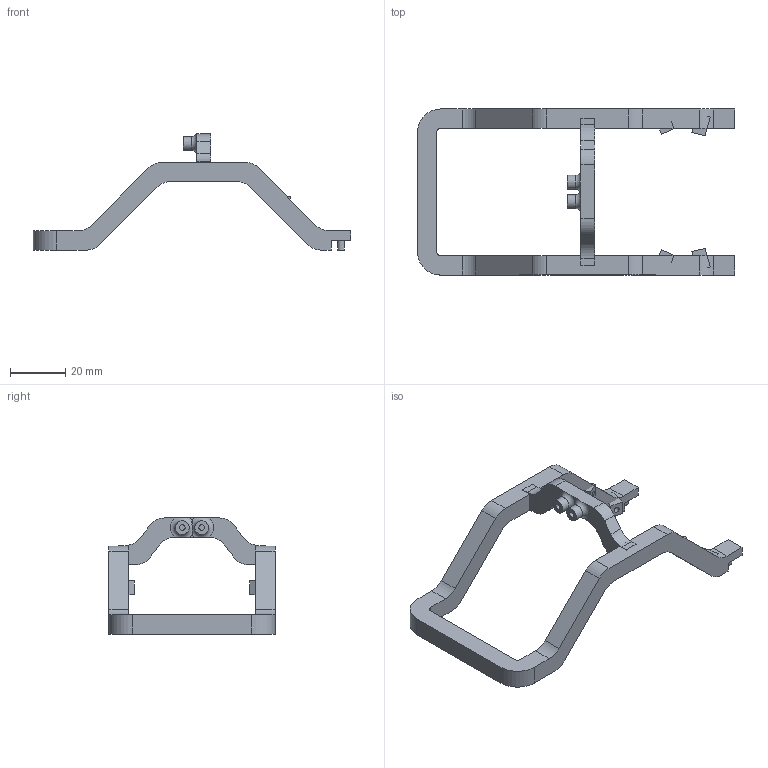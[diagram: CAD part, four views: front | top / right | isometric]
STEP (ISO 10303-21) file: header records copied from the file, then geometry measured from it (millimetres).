
FILE_DESCRIPTION(/* description */ (''),/* implementation_level */ '2;1');
FILE_NAME(/* name */ 'frame rear module v2.step',/* time_stamp */ '2025-05-14T16:27:39-07:00',/* author */ (''),/* organization */ (''),/* preprocessor_version */ 'ST-DEVELOPER v20.1',/* originating_system */ 'Autodesk Translation Framework v14.4.0.0',/* authorisation */ '');
FILE_SCHEMA (('AUTOMOTIVE_DESIGN { 1 0 10303 214 3 1 1 }'));
Length unit declared in the file: millimetre
Products named in the file (1): frame rear module
Bounding box: 114.64 x 60 x 42 mm (x, y, z)
Volume: 17808.4 mm3; surface area: 11419 mm2
Topology: 8 solids, 8 shells, 129 faces, 315 edges, 210 vertices
Faces by surface type: plane 85, cylinder 42, torus 2
Full cylindrical faces by diameter (mm): 2 x10, 2.5 x2, 5 x2
Entity records: 3870 total; most frequent: CARTESIAN_POINT 702, DIRECTION 662, ORIENTED_EDGE 630, EDGE_CURVE 315, AXIS2_PLACEMENT_3D 224, LINE 214, VECTOR 214, VERTEX_POINT 210
